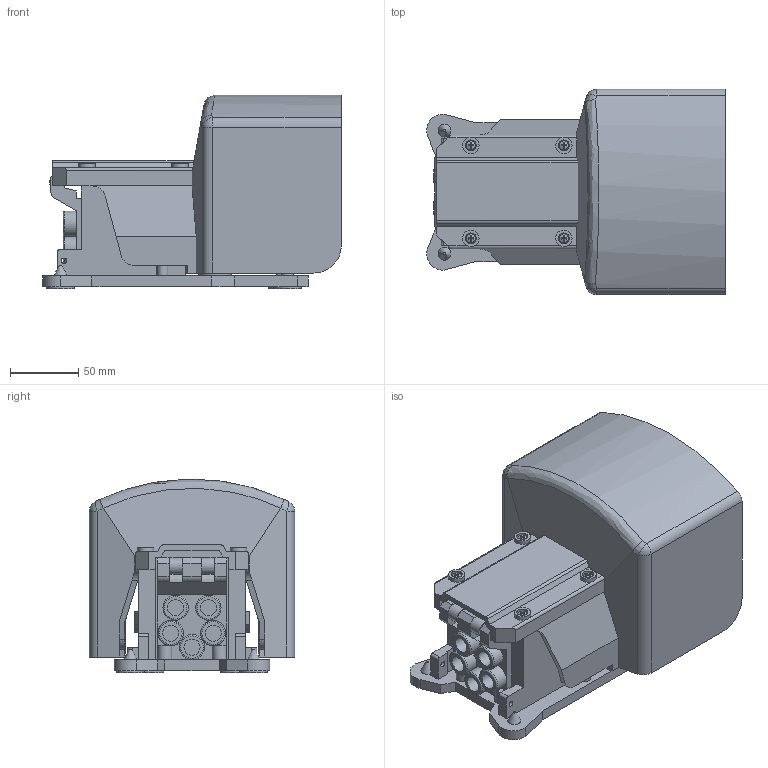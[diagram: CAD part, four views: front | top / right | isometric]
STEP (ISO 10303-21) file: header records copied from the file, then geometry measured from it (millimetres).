
FILE_DESCRIPTION(/* description */ (''),/* implementation_level */ '2;1');
FILE_NAME(/* name */ 'fmr_514_lo.stp',/* time_stamp */ '2018-07-31T12:03:37+02:00',/* author */ ('leitheußer'),/* organization */ (''),/* preprocessor_version */ 'ST-DEVELOPER v15.6',/* originating_system */ 'Autodesk Inventor LT ',/* authorisation */ '');
FILE_SCHEMA (('AUTOMOTIVE_DESIGN { 1 0 10303 214 3 1 1 }'));
Length unit declared in the file: millimetre
Products named in the file (1): AM-5004_AM-5011
Bounding box: 218.24 x 150 x 141.5 mm (x, y, z)
Volume: 684487.1 mm3; surface area: 256710.1 mm2
Topology: 1 solids, 1 shells, 458 faces, 1218 edges, 801 vertices
Faces by surface type: plane 293, cylinder 82, cone 44, torus 21, sphere 12, bspline 6
Full cylindrical faces by diameter (mm): 3.55 x3, 4 x2, 4.5 x3, 5 x3, 8 x4, 8.5 x3, 10.2 x2, 10.9 x1, 11.8 x5, 12 x4, 18.5 x5, 20 x4, 20.3 x4, 24 x1
Entity records: 14722 total; most frequent: CARTESIAN_POINT 3395, ORIENTED_EDGE 2256, DIRECTION 2212, EDGE_CURVE 1127, VERTEX_POINT 775, AXIS2_PLACEMENT_3D 742, LINE 728, VECTOR 728
